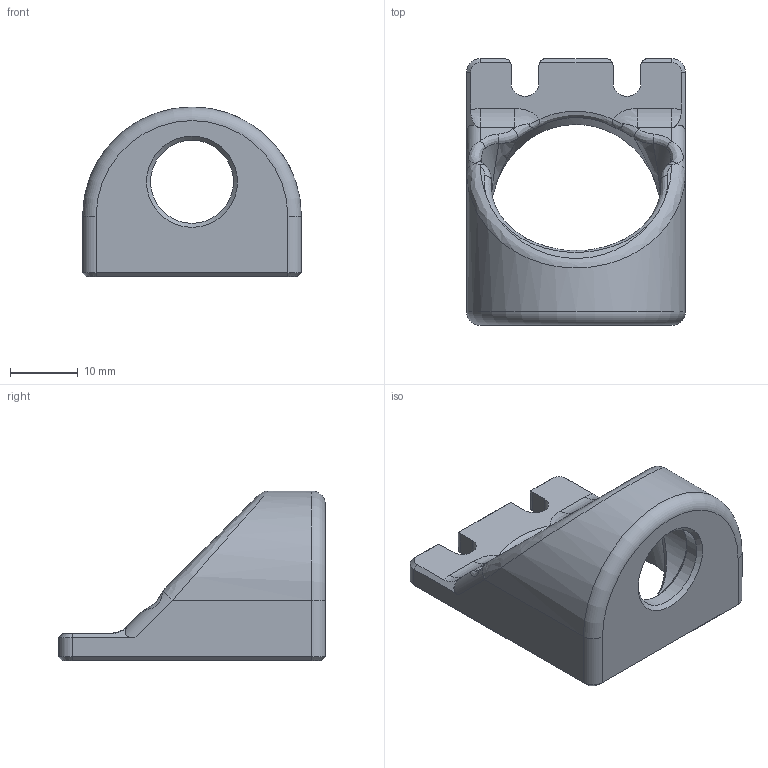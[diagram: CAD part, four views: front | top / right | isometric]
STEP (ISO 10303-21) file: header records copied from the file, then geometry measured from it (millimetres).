
FILE_DESCRIPTION(/* description */ (''),/* implementation_level */ '2;1');
FILE_NAME(/* name */ 'Strain Relief - Meanwell 36v R7BF-P1J.step',/* time_stamp */ '2025-12-15T00:07:54-05:00',/* author */ (''),/* organization */ (''),/* preprocessor_version */ 'ST-DEVELOPER v20.1',/* originating_system */ 'Autodesk Translation Framework v14.21.0.0',/* authorisation */ '');
FILE_SCHEMA (('AUTOMOTIVE_DESIGN { 1 0 10303 214 3 1 1 }'));
Length unit declared in the file: millimetre
Products named in the file (1): Strain Relief - Meanwell 36v R7BF-P1J
Bounding box: 32.2 x 39.23 x 25 mm (x, y, z)
Volume: 8036.3 mm3; surface area: 4447.6 mm2
Topology: 1 solids, 1 shells, 96 faces, 237 edges, 140 vertices
Faces by surface type: plane 33, bspline 27, cylinder 21, cone 14, torus 1
Full cylindrical faces by diameter (mm): 12.2 x1, 16.2 x1
Entity records: 4086 total; most frequent: CARTESIAN_POINT 1904, ORIENTED_EDGE 470, DIRECTION 414, EDGE_CURVE 235, AXIS2_PLACEMENT_3D 160, VERTEX_POINT 140, EDGE_LOOP 99, FACE_OUTER_BOUND 96
